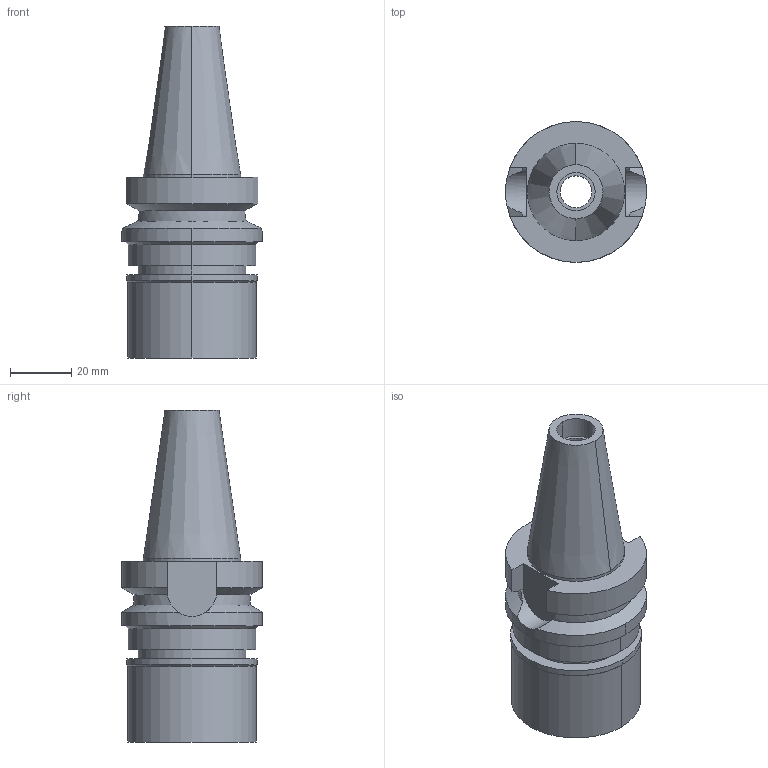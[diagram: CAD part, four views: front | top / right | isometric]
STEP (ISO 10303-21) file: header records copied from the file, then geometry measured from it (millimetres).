
FILE_DESCRIPTION (( 'STEP AP203' ), '1' );
FILE_NAME ('BBT30-MEGA16N-60.stp', '2019-06-26T13:56:33', ( '' ), ( '' ), 'SwSTEP 2.0', 'SolidWorks 2019', '' );
FILE_SCHEMA (( 'CONFIG_CONTROL_DESIGN' ));
Length unit declared in the file: millimetre
Products named in the file (7): DXF_TEMP_ASSY_ASM_4_ASM.stp; BBT30MN16060-160_ASM.stp; BBT30-MEGA16N-60; BBT30-MEGA16N-60_1.stp; MGN16_1.stp; BBT30-MEGA16N-60-160-FreeParts; BBT30-MEGA16N-60-160.stp
Assembly tree (5 placements, depth 5):
  BBT30-MEGA16N-60
    BBT30-MEGA16N-60-160.stp
      BBT30MN16060-160_ASM.stp
        DXF_TEMP_ASSY_ASM_4_ASM.stp
          BBT30-MEGA16N-60_1.stp
          MGN16_1.stp
  BBT30-MEGA16N-60-160-FreeParts
Bounding box: 46 x 46 x 108.4 mm (x, y, z)
Volume: 75508.3 mm3; surface area: 26451.5 mm2
Topology: 2 solids, 2 shells, 76 faces, 169 edges, 109 vertices
Faces by surface type: cylinder 40, plane 22, cone 14
Entity records: 3006 total; most frequent: CARTESIAN_POINT 550, DIRECTION 412, ORIENTED_EDGE 338, AXIS2_PLACEMENT_3D 175, EDGE_CURVE 169, VERTEX_POINT 109, EDGE_LOOP 92, CIRCLE 88
